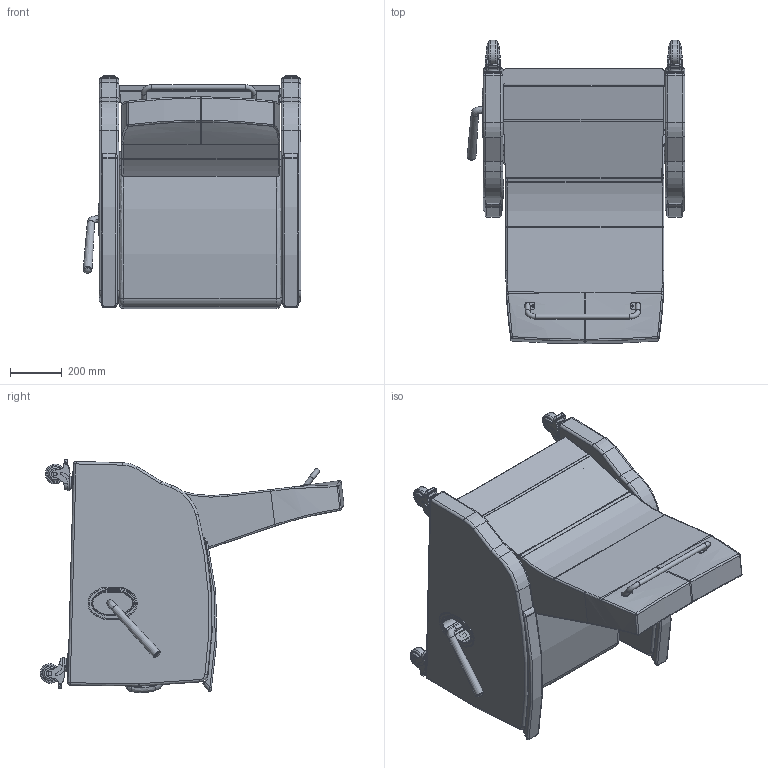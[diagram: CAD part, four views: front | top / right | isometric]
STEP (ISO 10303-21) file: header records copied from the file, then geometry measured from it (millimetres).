
FILE_DESCRIPTION(/* description */ (''),/* implementation_level */ '2;1');
FILE_NAME(/* name */ 'E1117U.stp',/* time_stamp */ '2017-09-13T08:39:40-04:00',/* author */ ('emehringer'),/* organization */ (''),/* preprocessor_version */ 'ST-DEVELOPER v16.5',/* originating_system */ 'Autodesk Inventor 2017',/* authorisation */ '');
FILE_SCHEMA (('AUTOMOTIVE_DESIGN { 1 0 10303 214 3 1 1 }'));
Length unit declared in the file: inch
Products named in the file (27): E1117U-W-J; EV7070 UBACK; 4000 UKP; 4000 USEAT; EC4017 UKO; EV7070 UBACK FLAP; BEZEL-1; HDL 3000 BLK; HDL 3000 BLKPLASTIC; HDL 3000 BLK METAL; E1010 FARM L; E1010 FARM R; CAST COL 4inSLB; _NG-03AMP-125-TL-TP01_fork; _TP01_Next Generation Series_0; _NG-03QDP-125-SW-TP01_rivet; _NG-03AMP-125-TL-TP01_wheel_core; _NG-03AMP-125-TL-TP01_wheel_tread; _NG-03AMP-125-TL-TP01_wheel_guard; _NG-03AMP-125-TL-TP01_wheel_tguard; _NG-03AMP-125-TL-TP01_cap; PUSH BAR 17.625; PUSH BAR 17.625_1; PUSH BAR 17.625 right side; 7000-2 CON PLT; E1010 MAC BLK; CABLE LEVER
Assembly tree (31 placements, depth 3):
  E1117U-W-J
    EV7070 UBACK
    4000 UKP
    4000 USEAT
    EC4017 UKO
    EV7070 UBACK FLAP
    BEZEL-1
    HDL 3000 BLK
      HDL 3000 BLKPLASTIC
      HDL 3000 BLK METAL
    E1010 FARM L
    E1010 FARM R
    CAST COL 4inSLB  x4
      _NG-03AMP-125-TL-TP01_fork
      _TP01_Next Generation Series_0
      _NG-03QDP-125-SW-TP01_rivet
      _NG-03AMP-125-TL-TP01_wheel_core
      _NG-03AMP-125-TL-TP01_wheel_tread
      _NG-03AMP-125-TL-TP01_wheel_guard
      _NG-03AMP-125-TL-TP01_wheel_tguard
      _NG-03AMP-125-TL-TP01_cap
    PUSH BAR 17.625
      PUSH BAR 17.625_1
      PUSH BAR 17.625 right side
    7000-2 CON PLT
    E1010 MAC BLK  x2
    CABLE LEVER
Bounding box: 839.21 x 1171.18 x 899.92 mm (x, y, z)
Volume: 189884318.5 mm3; surface area: 6400137.3 mm2
Topology: 53 solids, 65 shells, 1483 faces, 3472 edges, 2155 vertices
Faces by surface type: cylinder 659, plane 509, torus 178, bspline 84, sphere 35, cone 18
Full cylindrical faces by diameter (mm): 4.366 x6, 5.556 x4, 5.953 x1, 6.35 x8, 7.938 x2, 9.525 x2, 11.989 x4, 14.877 x4, 15.062 x4, 15.24 x8, 19.05 x3, 19.075 x4, 25.4 x4, 31.75 x1, 38.049 x4, 44.298 x4, 52.273 x4, 55.372 x8, 57.15 x8, 76.2 x4
Entity records: 39961 total; most frequent: CARTESIAN_POINT 18686, DIRECTION 4619, ORIENTED_EDGE 3968, EDGE_CURVE 1984, AXIS2_PLACEMENT_3D 1877, VERTEX_POINT 1228, EDGE_LOOP 1024, CIRCLE 950
